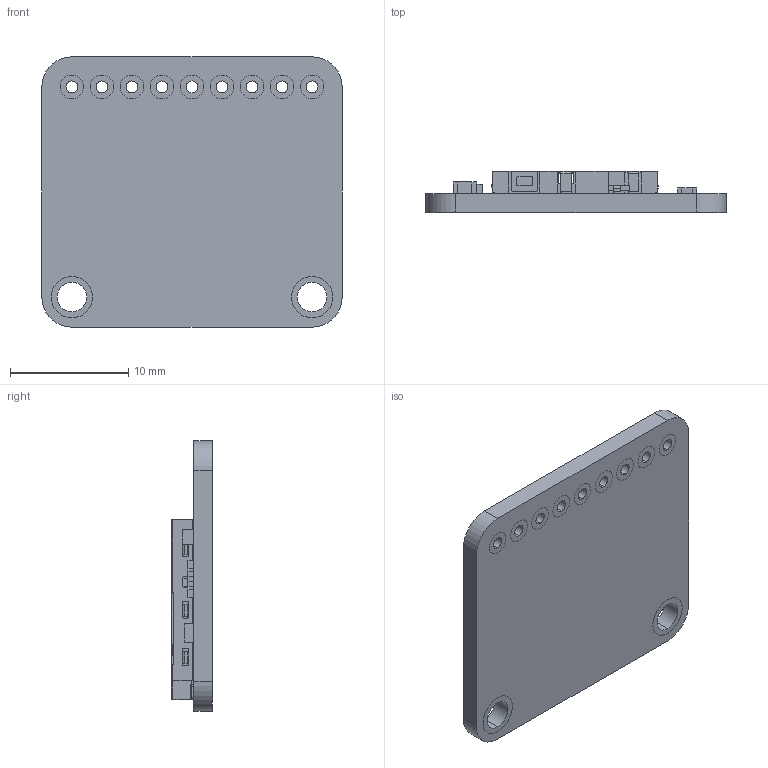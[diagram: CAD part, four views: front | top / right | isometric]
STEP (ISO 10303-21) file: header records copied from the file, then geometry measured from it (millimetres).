
FILE_DESCRIPTION (( 'STEP AP214' ), '1' );
FILE_NAME ('MicroSD SPI or SDIO Card.STEP', '2025-02-24T13:19:32', ( 'LENOVO' ), ( '' ), 'SwSTEP 2.0', 'SolidWorks 2021', '' );
FILE_SCHEMA (( 'AUTOMOTIVE_DESIGN' ));
Length unit declared in the file: millimetre
Products named in the file (4): MicroSD SPI or SDIO Card_Ass_MicroSD SPI or SDIO Card; MicroSD SPI or SDIO Card_Components; MicroSD SPI or SDIO Card; MicroSD SPI or SDIO Card_MicroSD SPI or SDIO Card
Assembly tree (3 placements, depth 3):
  MicroSD SPI or SDIO Card
    MicroSD SPI or SDIO Card_Ass_MicroSD SPI or SDIO Card
      MicroSD SPI or SDIO Card_MicroSD SPI or SDIO Card
      MicroSD SPI or SDIO Card_Components
Bounding box: 25.4 x 3.45 x 22.86 mm (x, y, z)
Volume: 1066.8 mm3; surface area: 2417.1 mm2
Topology: 17 solids, 17 shells, 896 faces, 2522 edges, 1673 vertices
Faces by surface type: plane 632, cylinder 264
Entity records: 38059 total; most frequent: CARTESIAN_POINT 5299, ORIENTED_EDGE 5044, DIRECTION 4725, EDGE_CURVE 2522, LINE 1991, VECTOR 1991, VERTEX_POINT 1673, AXIS2_PLACEMENT_3D 1367
